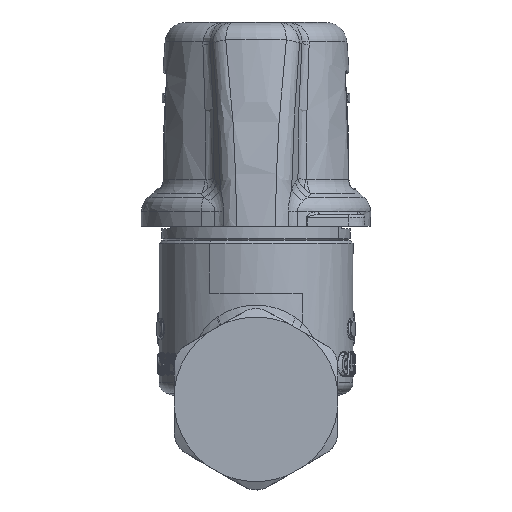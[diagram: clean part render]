
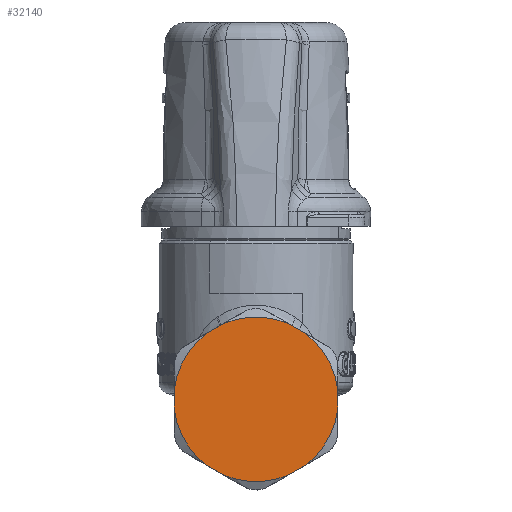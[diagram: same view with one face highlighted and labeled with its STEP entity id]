
A CAD part, front view. The second image highlights one B-rep face of the part: STEP entity #32140.
In plain terms, the highlighted planar face has unit normal (0, 1, 0).
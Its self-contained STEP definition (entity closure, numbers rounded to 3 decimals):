
#31133=CARTESIAN_POINT('Vertex',(13.9,-32.5,-42.264)) ;
#31136=CARTESIAN_POINT('Line Origine',(13.9,-32.5,-40.593)) ;
#31140=CARTESIAN_POINT('Vertex',(13.9,-32.5,-38.923)) ;
#31216=CARTESIAN_POINT('Vertex',(8.397,-32.5,-29.391)) ;
#31219=CARTESIAN_POINT('Line Origine',(6.95,-32.5,-28.556)) ;
#31223=CARTESIAN_POINT('Vertex',(5.503,-32.5,-27.72)) ;
#31299=CARTESIAN_POINT('Vertex',(-5.503,-32.5,-27.72)) ;
#31302=CARTESIAN_POINT('Line Origine',(-6.95,-32.5,-28.556)) ;
#31306=CARTESIAN_POINT('Vertex',(-8.397,-32.5,-29.391)) ;
#31383=CARTESIAN_POINT('Vertex',(5.503,-32.5,-53.466)) ;
#31386=CARTESIAN_POINT('Line Origine',(6.95,-32.5,-52.631)) ;
#31390=CARTESIAN_POINT('Vertex',(8.397,-32.5,-51.796)) ;
#31467=CARTESIAN_POINT('Vertex',(-13.9,-32.5,-38.923)) ;
#31470=CARTESIAN_POINT('Line Origine',(-13.9,-32.5,-40.593)) ;
#31474=CARTESIAN_POINT('Vertex',(-13.9,-32.5,-42.264)) ;
#31550=CARTESIAN_POINT('Vertex',(-8.397,-32.5,-51.796)) ;
#31553=CARTESIAN_POINT('Line Origine',(-6.95,-32.5,-52.631)) ;
#31557=CARTESIAN_POINT('Vertex',(-5.503,-32.5,-53.466)) ;
#32024=CARTESIAN_POINT('Axis2P3D Location',(0.,-32.5,-40.593)) ;
#32041=CARTESIAN_POINT('Axis2P3D Location',(0.,-32.5,-40.593)) ;
#32058=CARTESIAN_POINT('Axis2P3D Location',(0.,-32.5,-40.593)) ;
#32075=CARTESIAN_POINT('Axis2P3D Location',(0.,-32.5,-40.593)) ;
#32092=CARTESIAN_POINT('Axis2P3D Location',(0.,-32.5,-40.593)) ;
#32109=CARTESIAN_POINT('Axis2P3D Location',(0.,-32.5,-40.593)) ;
#32121=CARTESIAN_POINT('Axis2P3D Location',(0.,-32.5,-29.893)) ;
#31137=DIRECTION('Vector Direction',(0.,0.,-1.)) ;
#31220=DIRECTION('Vector Direction',(0.866,0.,-0.5)) ;
#31303=DIRECTION('Vector Direction',(0.866,0.,0.5)) ;
#31387=DIRECTION('Vector Direction',(-0.866,0.,-0.5)) ;
#31471=DIRECTION('Vector Direction',(0.,0.,1.)) ;
#31554=DIRECTION('Vector Direction',(-0.866,0.,0.5)) ;
#32025=DIRECTION('Axis2P3D Direction',(-0.,1.,0.)) ;
#32042=DIRECTION('Axis2P3D Direction',(-0.,1.,0.)) ;
#32059=DIRECTION('Axis2P3D Direction',(-0.,1.,0.)) ;
#32076=DIRECTION('Axis2P3D Direction',(-0.,1.,0.)) ;
#32093=DIRECTION('Axis2P3D Direction',(-0.,1.,0.)) ;
#32110=DIRECTION('Axis2P3D Direction',(0.,1.,-0.)) ;
#32122=DIRECTION('Axis2P3D Direction',(0.,-1.,0.)) ;
#32123=DIRECTION('Axis2P3D XDirection',(1.,0.,0.)) ;
#32026=AXIS2_PLACEMENT_3D('Circle Axis2P3D',#32024,#32025,$) ;
#32043=AXIS2_PLACEMENT_3D('Circle Axis2P3D',#32041,#32042,$) ;
#32060=AXIS2_PLACEMENT_3D('Circle Axis2P3D',#32058,#32059,$) ;
#32077=AXIS2_PLACEMENT_3D('Circle Axis2P3D',#32075,#32076,$) ;
#32094=AXIS2_PLACEMENT_3D('Circle Axis2P3D',#32092,#32093,$) ;
#32111=AXIS2_PLACEMENT_3D('Circle Axis2P3D',#32109,#32110,$) ;
#32124=AXIS2_PLACEMENT_3D('Plane Axis2P3D',#32121,#32122,#32123) ;
#32127=ORIENTED_EDGE('',*,*,#31142,.T.) ;
#32128=ORIENTED_EDGE('',*,*,#32113,.F.) ;
#32129=ORIENTED_EDGE('',*,*,#31392,.T.) ;
#32130=ORIENTED_EDGE('',*,*,#32028,.F.) ;
#32131=ORIENTED_EDGE('',*,*,#31559,.T.) ;
#32132=ORIENTED_EDGE('',*,*,#32045,.F.) ;
#32133=ORIENTED_EDGE('',*,*,#31476,.T.) ;
#32134=ORIENTED_EDGE('',*,*,#32062,.F.) ;
#32135=ORIENTED_EDGE('',*,*,#31308,.T.) ;
#32136=ORIENTED_EDGE('',*,*,#32079,.F.) ;
#32137=ORIENTED_EDGE('',*,*,#31225,.T.) ;
#32138=ORIENTED_EDGE('',*,*,#32096,.F.) ;
#31138=VECTOR('Line Direction',#31137,1.) ;
#31221=VECTOR('Line Direction',#31220,1.) ;
#31304=VECTOR('Line Direction',#31303,1.) ;
#31388=VECTOR('Line Direction',#31387,1.) ;
#31472=VECTOR('Line Direction',#31471,1.) ;
#31555=VECTOR('Line Direction',#31554,1.) ;
#32140=ADVANCED_FACE('Sheet.1',(#32139),#32125,.F.) ;
#32027=CIRCLE('generated circle',#32026,14.) ;
#32044=CIRCLE('generated circle',#32043,14.) ;
#32061=CIRCLE('generated circle',#32060,14.) ;
#32078=CIRCLE('generated circle',#32077,14.) ;
#32095=CIRCLE('generated circle',#32094,14.) ;
#32112=CIRCLE('generated circle',#32111,14.) ;
#31142=EDGE_CURVE('',#31141,#31134,#31139,.T.) ;
#31225=EDGE_CURVE('',#31224,#31217,#31222,.T.) ;
#31308=EDGE_CURVE('',#31307,#31300,#31305,.T.) ;
#31392=EDGE_CURVE('',#31391,#31384,#31389,.T.) ;
#31476=EDGE_CURVE('',#31475,#31468,#31473,.T.) ;
#31559=EDGE_CURVE('',#31558,#31551,#31556,.T.) ;
#32028=EDGE_CURVE('',#31558,#31384,#32027,.F.) ;
#32045=EDGE_CURVE('',#31475,#31551,#32044,.F.) ;
#32062=EDGE_CURVE('',#31307,#31468,#32061,.F.) ;
#32079=EDGE_CURVE('',#31224,#31300,#32078,.F.) ;
#32096=EDGE_CURVE('',#31141,#31217,#32095,.F.) ;
#32113=EDGE_CURVE('',#31391,#31134,#32112,.F.) ;
#32126=EDGE_LOOP('',(#32127,#32128,#32129,#32130,#32131,#32132,#32133,#32134,#32135,#32136,#32137,#32138)) ;
#32139=FACE_OUTER_BOUND('',#32126,.T.) ;
#31139=LINE('Line',#31136,#31138) ;
#31222=LINE('Line',#31219,#31221) ;
#31305=LINE('Line',#31302,#31304) ;
#31389=LINE('Line',#31386,#31388) ;
#31473=LINE('Line',#31470,#31472) ;
#31556=LINE('Line',#31553,#31555) ;
#32125=PLANE('',#32124) ;
#31134=VERTEX_POINT('',#31133) ;
#31141=VERTEX_POINT('',#31140) ;
#31217=VERTEX_POINT('',#31216) ;
#31224=VERTEX_POINT('',#31223) ;
#31300=VERTEX_POINT('',#31299) ;
#31307=VERTEX_POINT('',#31306) ;
#31384=VERTEX_POINT('',#31383) ;
#31391=VERTEX_POINT('',#31390) ;
#31468=VERTEX_POINT('',#31467) ;
#31475=VERTEX_POINT('',#31474) ;
#31551=VERTEX_POINT('',#31550) ;
#31558=VERTEX_POINT('',#31557) ;
